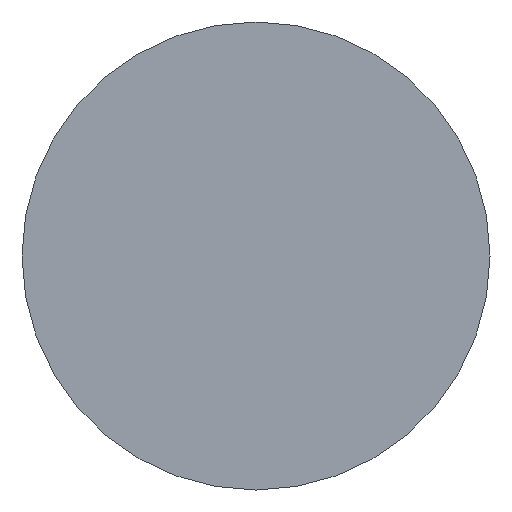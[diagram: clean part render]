
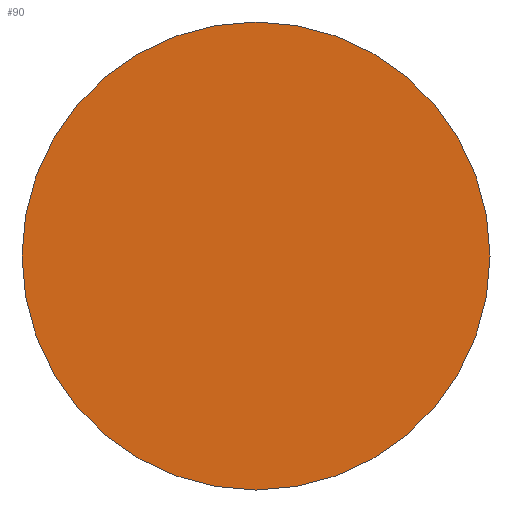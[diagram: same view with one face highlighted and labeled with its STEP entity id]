
A CAD part, front view. The second image highlights one B-rep face of the part: STEP entity #90.
In plain terms, the highlighted planar face has unit normal (0, -1, 0).
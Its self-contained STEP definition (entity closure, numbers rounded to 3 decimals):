
#90=ADVANCED_FACE('',(#220),#221,.T.);
#220=FACE_OUTER_BOUND('',#393,.T.);
#221=PLANE('',#394);
#393=EDGE_LOOP('',(#575,#576));
#394=AXIS2_PLACEMENT_3D('',#577,#578,#579);
#575=ORIENTED_EDGE('',*,*,#972,.T.);
#576=ORIENTED_EDGE('',*,*,#958,.T.);
#577=CARTESIAN_POINT('',(0.0,0.0,0.0));
#578=DIRECTION('',(0.0,-1.0,0.0));
#579=DIRECTION('',(-1.0,0.0,0.0));
#958=EDGE_CURVE('',#1118,#1115,#1119,.T.);
#972=EDGE_CURVE('',#1115,#1118,#1138,.T.);
#1115=VERTEX_POINT('',#1335);
#1118=VERTEX_POINT('',#1339);
#1119=CIRCLE('',#1340,20.0);
#1138=CIRCLE('',#1362,20.0);
#1335=CARTESIAN_POINT('',(20.0,0.0,0.0));
#1339=CARTESIAN_POINT('',(-20.0,0.0,0.));
#1340=AXIS2_PLACEMENT_3D('',#1983,#1984,#1985);
#1362=AXIS2_PLACEMENT_3D('',#2007,#2008,#2009);
#1983=CARTESIAN_POINT('',(0.0,0.0,0.0));
#1984=DIRECTION('',(0.0,-1.0,0.0));
#1985=DIRECTION('',(1.0,0.0,0.0));
#2007=CARTESIAN_POINT('',(0.0,0.0,0.0));
#2008=DIRECTION('',(0.0,-1.0,0.0));
#2009=DIRECTION('',(1.0,0.0,0.0));
